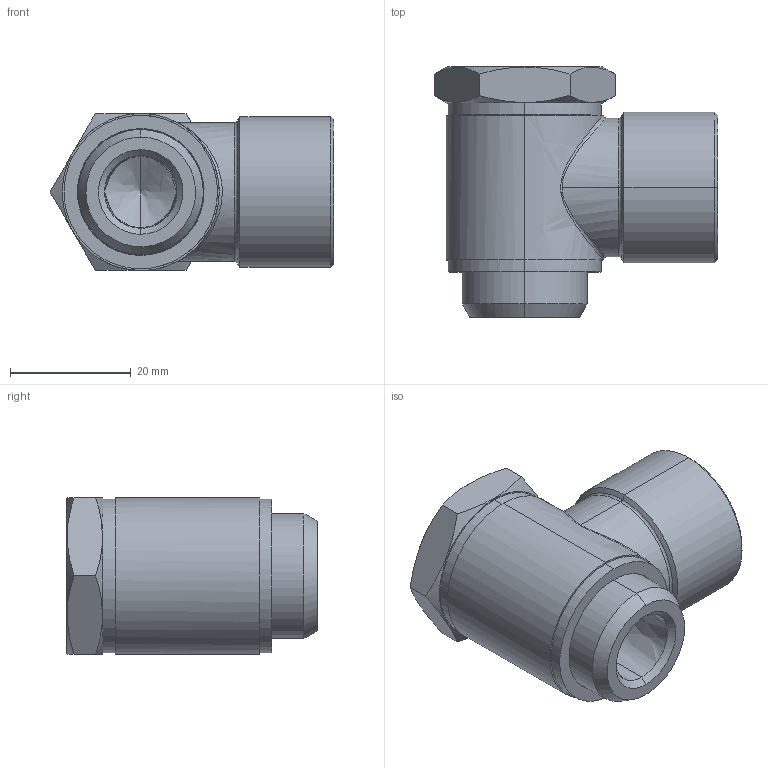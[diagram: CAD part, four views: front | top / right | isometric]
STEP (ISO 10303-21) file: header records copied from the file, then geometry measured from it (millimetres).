
FILE_DESCRIPTION(( 'MA.31.12.12+.stp' ), '1');
FILE_NAME( 'MA.31.12.12+.stp', '2019-06-20T13:56:14',( 'Sopra'),('sopra-pneumatic.com'), 'SwSTEP 2.0','SolidWorks 2009','' );
FILE_SCHEMA (('CONFIG_CONTROL_DESIGN'));
Length unit declared in the file: millimetre
Products named in the file (4): Document; A0210004; 003-0051; 001-0185
Assembly tree (4 placements, depth 3):
  Document
    A0210004
      003-0051  x2
      001-0185
Bounding box: 47.01 x 41.5 x 26 mm (x, y, z)
Volume: 19126.3 mm3; surface area: 12766.7 mm2
Topology: 4 solids, 4 shells, 91 faces, 204 edges, 121 vertices
Faces by surface type: bspline 75, plane 16
Entity records: 5238 total; most frequent: CARTESIAN_POINT 3793, ORIENTED_EDGE 380, EDGE_CURVE 190, VERTEX_POINT 113, EDGE_LOOP 97, ADVANCED_FACE 85, FACE_OUTER_BOUND 85, B_SPLINE_CURVE_WITH_KNOTS 50
